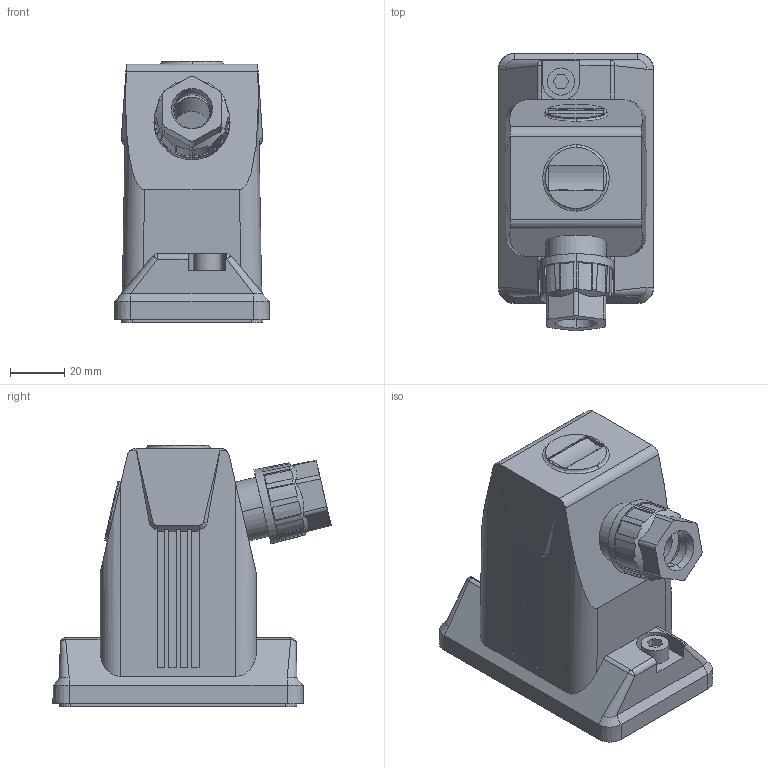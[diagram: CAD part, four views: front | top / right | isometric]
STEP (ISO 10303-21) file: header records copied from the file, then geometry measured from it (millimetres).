
FILE_DESCRIPTION(('Creo Elements/Direct Modeling STEP Export'),'2;1');
FILE_NAME('model.stp','2019-06-19T 8:40:14',(''),(''),'Creo Elements/Direct Modeling STEP processor for AP214 (Solid Model)','Creo Elements/Direct Modeling 20.1A 29-Sep-2018 (C) Parametric Technology GmbH','');
FILE_SCHEMA(('AUTOMOTIVE_DESIGN { 1 0 10303 214 1 1 1 1 }'));
Length unit declared in the file: millimetre
Products named in the file (2): HC_ADV_B06_HHWH_1SGM20_PL-select
Assembly tree (1 placements, depth 2):
  HC_ADV_B06_HHWH_1SGM20_PL-select
    HC_ADV_B06_HHWH_1SGM20_PL-select
Bounding box: 57 x 102.14 x 96.17 mm (x, y, z)
Volume: 86287.8 mm3; surface area: 56373.4 mm2
Topology: 1 solids, 1 shells, 446 faces, 1253 edges, 825 vertices
Faces by surface type: plane 286, cylinder 112, cone 36, torus 4, bspline 4, sphere 4
Entity records: 21293 total; most frequent: CARTESIAN_POINT 6589, ORIENTED_EDGE 2498, DIRECTION 2052, EDGE_CURVE 1249, VERTEX_POINT 825, VECTOR 774, LINE 774, AXIS2_PLACEMENT_3D 639
